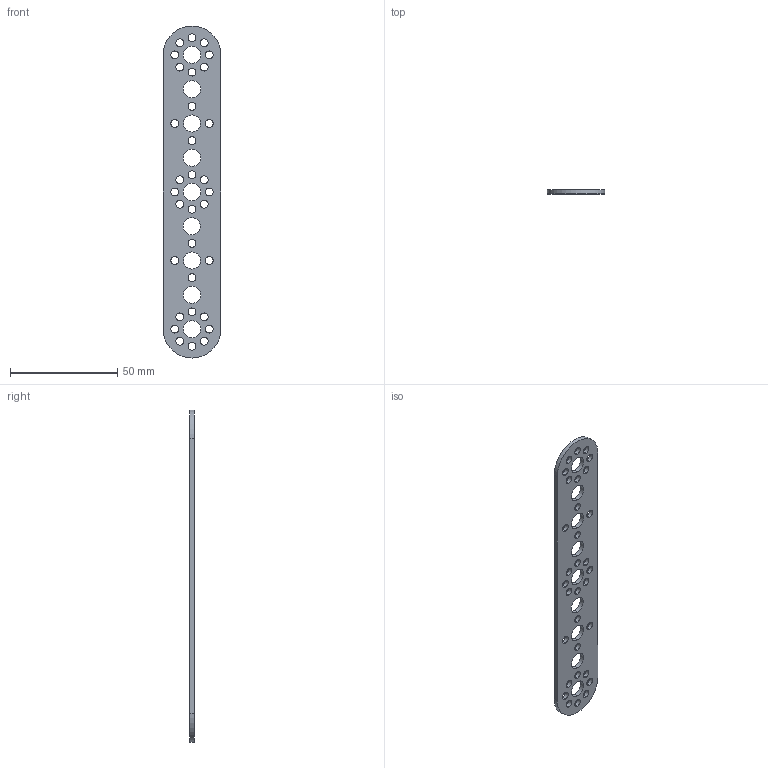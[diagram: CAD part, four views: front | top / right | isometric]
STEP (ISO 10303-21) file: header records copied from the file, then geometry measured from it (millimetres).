
FILE_DESCRIPTION (( 'STEP AP214' ), '1' );
FILE_NAME ('39272_TXM-Flat160mmx26mm.STEP', '2017-02-01T20:48:51', ( '' ), ( '' ), 'SwSTEP 2.0', 'SolidWorks 2016', '' );
FILE_SCHEMA (( 'AUTOMOTIVE_DESIGN' ));
Length unit declared in the file: millimetre
Products named in the file (2): 39272_TXM-Flat160mmx26mm
Bounding box: 27 x 2 x 155 mm (x, y, z)
Volume: 6464.2 mm3; surface area: 8342.2 mm2
Topology: 1 solids, 1 shells, 89 faces, 261 edges, 174 vertices
Faces by surface type: cylinder 85, plane 4
Entity records: 3278 total; most frequent: DIRECTION 613, CARTESIAN_POINT 526, ORIENTED_EDGE 522, EDGE_CURVE 261, AXIS2_PLACEMENT_3D 261, VERTEX_POINT 174, EDGE_LOOP 171, CIRCLE 170
